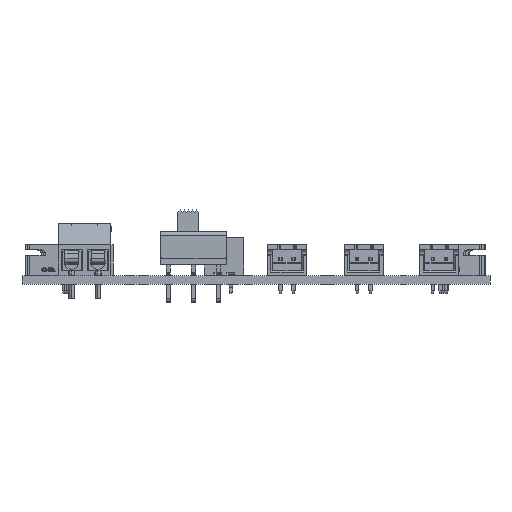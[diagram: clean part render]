
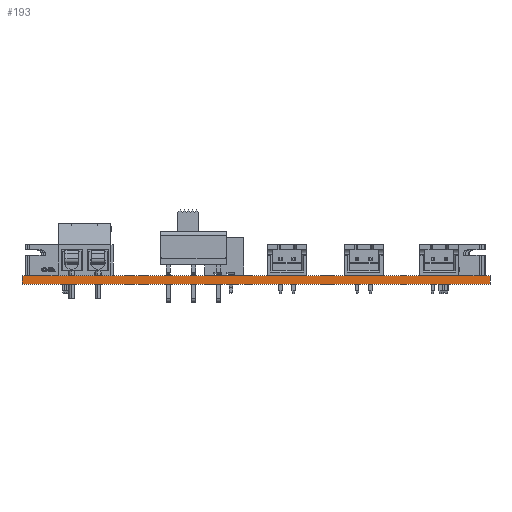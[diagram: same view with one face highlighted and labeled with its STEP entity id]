
A CAD part, front view. The second image highlights one B-rep face of the part: STEP entity #193.
In plain terms, the highlighted planar face has unit normal (0, -1, 0).
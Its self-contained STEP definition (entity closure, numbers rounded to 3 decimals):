
#168 = VERTEX_POINT('',#169);
#169 = CARTESIAN_POINT('',(74.667,-84.175,1.6)
  );
#175 = EDGE_CURVE('',#176,#168,#178,.T.);
#176 = VERTEX_POINT('',#177);
#177 = CARTESIAN_POINT('',(74.667,-84.175,0.));
#178 = LINE('',#179,#180);
#179 = CARTESIAN_POINT('',(74.667,-84.175,0.));
#180 = VECTOR('',#181,1.);
#181 = DIRECTION('',(0.,0.,1.));
#193 = ADVANCED_FACE('',(#194),#219,.T.);
#194 = FACE_BOUND('',#195,.T.);
#195 = EDGE_LOOP('',(#196,#197,#205,#213));
#196 = ORIENTED_EDGE('',*,*,#175,.T.);
#197 = ORIENTED_EDGE('',*,*,#198,.T.);
#198 = EDGE_CURVE('',#168,#199,#201,.T.);
#199 = VERTEX_POINT('',#200);
#200 = CARTESIAN_POINT('',(-14.338,-84.175,
    1.6));
#201 = LINE('',#202,#203);
#202 = CARTESIAN_POINT('',(74.667,-84.175,1.6)
  );
#203 = VECTOR('',#204,1.);
#204 = DIRECTION('',(-1.,0.,0.));
#205 = ORIENTED_EDGE('',*,*,#206,.F.);
#206 = EDGE_CURVE('',#207,#199,#209,.T.);
#207 = VERTEX_POINT('',#208);
#208 = CARTESIAN_POINT('',(-14.338,-84.175,0.));
#209 = LINE('',#210,#211);
#210 = CARTESIAN_POINT('',(-14.338,-84.175,0.));
#211 = VECTOR('',#212,1.);
#212 = DIRECTION('',(0.,0.,1.));
#213 = ORIENTED_EDGE('',*,*,#214,.F.);
#214 = EDGE_CURVE('',#176,#207,#215,.T.);
#215 = LINE('',#216,#217);
#216 = CARTESIAN_POINT('',(74.667,-84.175,0.));
#217 = VECTOR('',#218,1.);
#218 = DIRECTION('',(-1.,0.,0.));
#219 = PLANE('',#220);
#220 = AXIS2_PLACEMENT_3D('',#221,#222,#223);
#221 = CARTESIAN_POINT('',(74.667,-84.175,0.));
#222 = DIRECTION('',(0.,-1.,0.));
#223 = DIRECTION('',(-1.,0.,0.));
